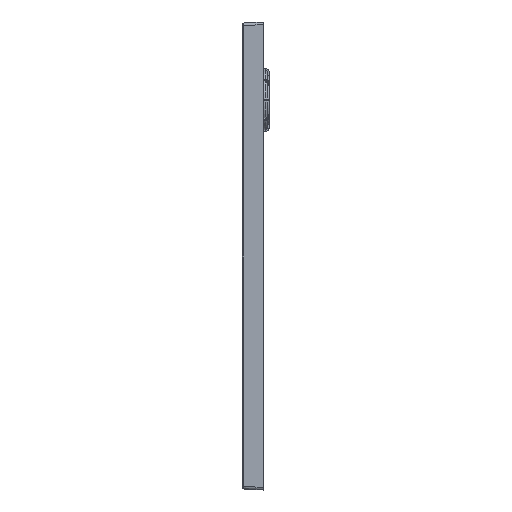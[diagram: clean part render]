
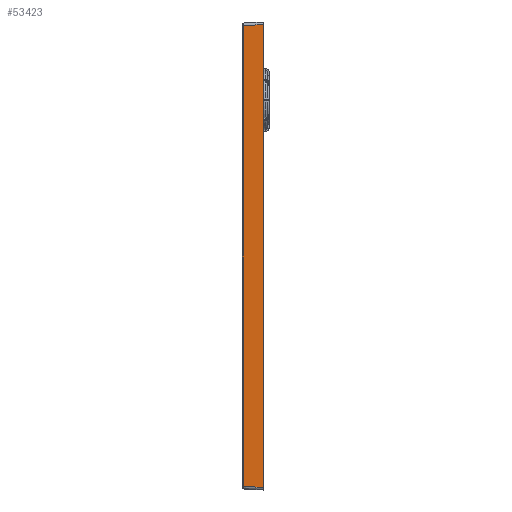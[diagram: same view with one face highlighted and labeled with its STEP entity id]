
A CAD part, left-side view. The second image highlights one B-rep face of the part: STEP entity #53423.
In plain terms, the highlighted planar face has unit normal (-0.999, 0.052, 0).
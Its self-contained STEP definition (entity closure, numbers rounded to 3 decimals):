
#509 = CARTESIAN_POINT ( 'NONE',  ( -685., 0., 145.007 ) ) ;
#944 = PLANE ( 'NONE',  #49658 ) ;
#2838 = VECTOR ( 'NONE', #61120, 1000. ) ;
#4178 = ORIENTED_EDGE ( 'NONE', *, *, #9790, .T. ) ;
#5897 = DIRECTION ( 'NONE',  ( -0.999, 0.052, 0. ) ) ;
#7442 = EDGE_LOOP ( 'NONE', ( #4178, #37715, #14784, #58037 ) ) ;
#8964 = DIRECTION ( 'NONE',  ( 0.052, 0.997, -0.052 ) ) ;
#9790 = EDGE_CURVE ( 'NONE', #24622, #49235, #24863, .T. ) ;
#14784 = ORIENTED_EDGE ( 'NONE', *, *, #46001, .T. ) ;
#14841 = CARTESIAN_POINT ( 'NONE',  ( -685., 0., -745.007 ) ) ;
#16121 = EDGE_CURVE ( 'NONE', #27793, #24622, #49279, .T. ) ;
#18982 = VECTOR ( 'NONE', #25714, 1000. ) ;
#21133 = CARTESIAN_POINT ( 'NONE',  ( -685., 0., 150. ) ) ;
#24622 = VERTEX_POINT ( 'NONE', #509 ) ;
#24863 = LINE ( 'NONE', #33833, #33134 ) ;
#25714 = DIRECTION ( 'NONE',  ( 0., 0., -1. ) ) ;
#25999 = LINE ( 'NONE', #56802, #2838 ) ;
#27793 = VERTEX_POINT ( 'NONE', #14841 ) ;
#30042 = LINE ( 'NONE', #45596, #18982 ) ;
#30085 = VERTEX_POINT ( 'NONE', #42126 ) ;
#33134 = VECTOR ( 'NONE', #8964, 1000. ) ;
#33833 = CARTESIAN_POINT ( 'NONE',  ( -685.014, -0.26, 145.02 ) ) ;
#37715 = ORIENTED_EDGE ( 'NONE', *, *, #53667, .T. ) ;
#39338 = CARTESIAN_POINT ( 'NONE',  ( -685., 0., 150. ) ) ;
#39992 = DIRECTION ( 'NONE',  ( 0., 0., 1. ) ) ;
#41342 = DIRECTION ( 'NONE',  ( -0.052, -0.999, 0. ) ) ;
#42126 = CARTESIAN_POINT ( 'NONE',  ( -683.003, 38.105, -743.01 ) ) ;
#45596 = CARTESIAN_POINT ( 'NONE',  ( -683.003, 38.105, -742.911 ) ) ;
#45685 = CARTESIAN_POINT ( 'NONE',  ( -683.003, 38.105, 143.01 ) ) ;
#46001 = EDGE_CURVE ( 'NONE', #30085, #27793, #25999, .T. ) ;
#49235 = VERTEX_POINT ( 'NONE', #45685 ) ;
#49279 = LINE ( 'NONE', #39338, #53570 ) ;
#49658 = AXIS2_PLACEMENT_3D ( 'NONE', #21133, #5897, #41342 ) ;
#53423 = ADVANCED_FACE ( 'NONE', ( #56260 ), #944, .T. ) ;
#53570 = VECTOR ( 'NONE', #39992, 1000. ) ;
#53667 = EDGE_CURVE ( 'NONE', #49235, #30085, #30042, .T. ) ;
#56260 = FACE_OUTER_BOUND ( 'NONE', #7442, .T. ) ;
#56802 = CARTESIAN_POINT ( 'NONE',  ( -682.555, 46.649, -742.562 ) ) ;
#58037 = ORIENTED_EDGE ( 'NONE', *, *, #16121, .T. ) ;
#61120 = DIRECTION ( 'NONE',  ( -0.052, -0.997, -0.052 ) ) ;
